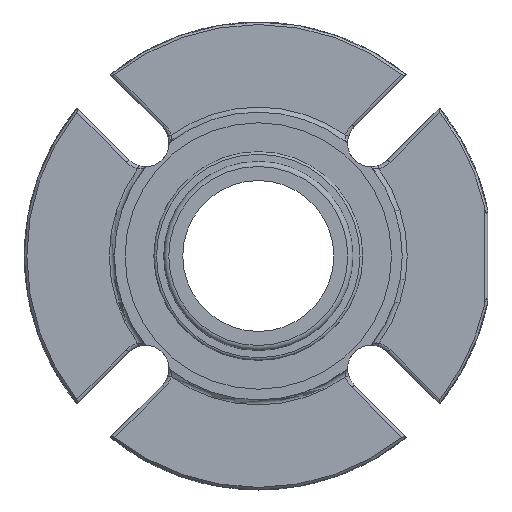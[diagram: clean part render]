
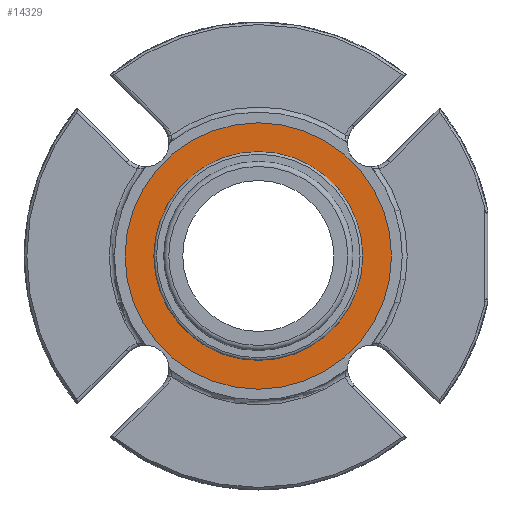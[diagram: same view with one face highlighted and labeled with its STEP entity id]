
A CAD part, left-side view. The second image highlights one B-rep face of the part: STEP entity #14329.
In plain terms, the highlighted planar face has unit normal (-1, 0, 0).
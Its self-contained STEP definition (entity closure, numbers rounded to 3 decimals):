
#1890=PLANE('',#15298);
#4319=ORIENTED_EDGE('',*,*,#6076,.T.);
#4320=ORIENTED_EDGE('',*,*,#6075,.F.);
#6075=EDGE_CURVE('',#7099,#7099,#7716,.F.);
#6076=EDGE_CURVE('',#7100,#7100,#7717,.T.);
#7099=VERTEX_POINT('',#24718);
#7100=VERTEX_POINT('',#24721);
#7716=CIRCLE('',#15297,31.115);
#7717=CIRCLE('',#15299,39.688);
#8373=EDGE_LOOP('',(#4319));
#8374=EDGE_LOOP('',(#4320));
#9098=FACE_BOUND('',#8373,.T.);
#9099=FACE_BOUND('',#8374,.T.);
#14329=ADVANCED_FACE('',(#9098,#9099),#1890,.F.);
#15297=AXIS2_PLACEMENT_3D('',#24717,#17652,#17653);
#15298=AXIS2_PLACEMENT_3D('',#24719,#17654,#17655);
#15299=AXIS2_PLACEMENT_3D('',#24720,#17656,#17657);
#17652=DIRECTION('',(1.,0.,0.));
#17653=DIRECTION('',(0.,1.,0.));
#17654=DIRECTION('',(1.,0.,0.));
#17655=DIRECTION('',(0.,0.,1.));
#17656=DIRECTION('',(-1.,0.,0.));
#17657=DIRECTION('',(0.,0.,-1.));
#24717=CARTESIAN_POINT('',(-0.508,0.,0.));
#24718=CARTESIAN_POINT('',(-0.508,31.115,0.));
#24719=CARTESIAN_POINT('',(-0.508,0.,-39.688));
#24720=CARTESIAN_POINT('',(-0.508,0.,0.));
#24721=CARTESIAN_POINT('',(-0.508,0.,-39.688));
